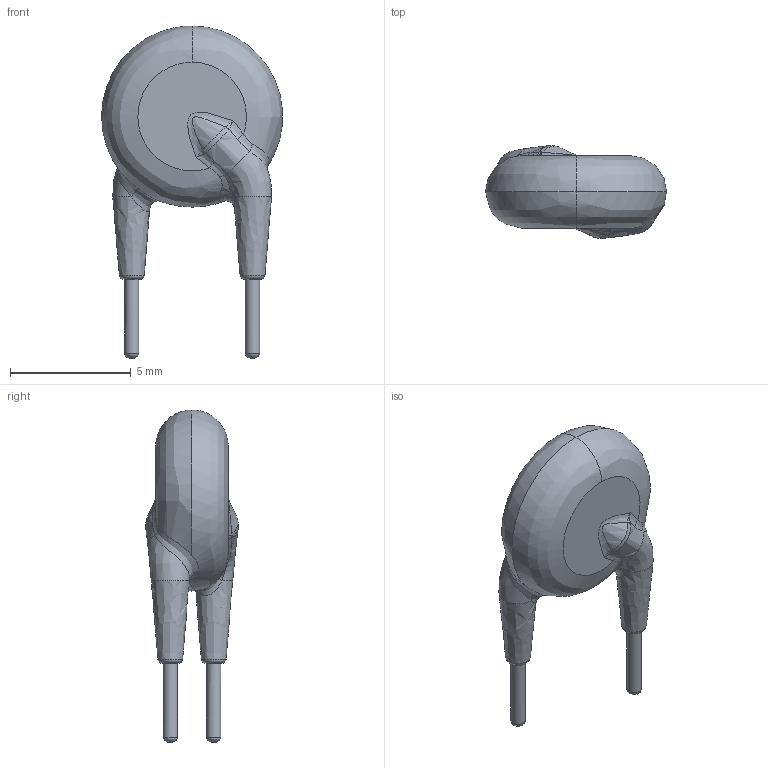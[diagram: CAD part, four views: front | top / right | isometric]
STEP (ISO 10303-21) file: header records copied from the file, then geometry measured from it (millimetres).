
FILE_DESCRIPTION(/* description */ (''),/* implementation_level */ '2;1');
FILE_NAME(/* name */ 'disk capacitor yel',/* time_stamp */ '2020-03-08T10:25:42+01:00',/* author */ (''),/* organization */ (''),/* preprocessor_version */ 'ST-DEVELOPER v16.5',/* originating_system */ '',/* authorisation */ '');
FILE_SCHEMA (('AUTOMOTIVE_DESIGN'));
Length unit declared in the file: millimetre
Products named in the file (1): Document
Bounding box: 7.49 x 3.85 x 13.75 mm (x, y, z)
Surface area: 172.6 mm2 (no closed solid volume)
Topology: 0 solids, 3 shells, 51 faces, 119 edges, 68 vertices
Faces by surface type: bspline 45, plane 6
Entity records: 8087 total; most frequent: CARTESIAN_POINT 7358, ORIENTED_EDGE 226, EDGE_CURVE 115, B_SPLINE_CURVE_WITH_KNOTS 82, VERTEX_POINT 68, EDGE_LOOP 53, ADVANCED_FACE 51, FACE_OUTER_BOUND 51
